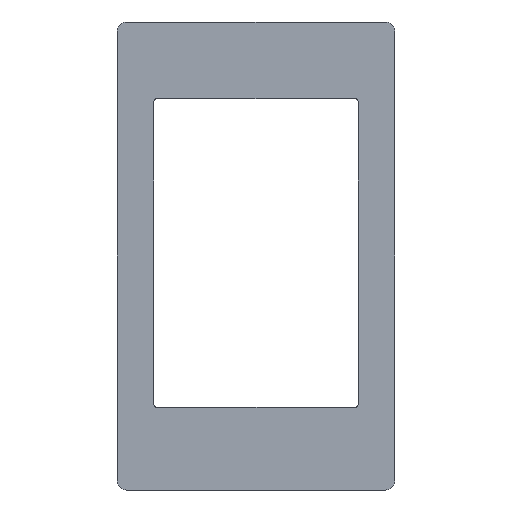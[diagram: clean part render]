
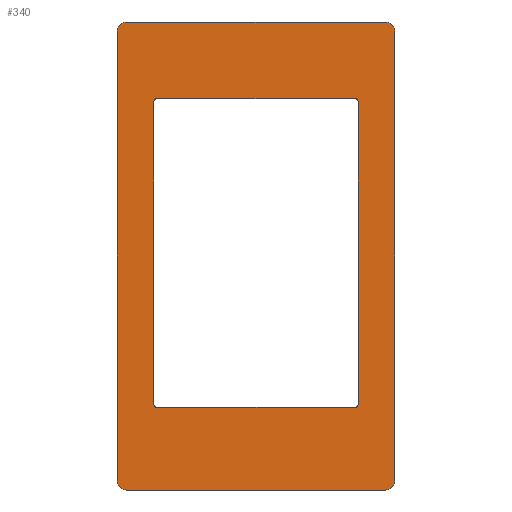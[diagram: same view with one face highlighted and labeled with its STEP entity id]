
A CAD part, front view. The second image highlights one B-rep face of the part: STEP entity #340.
In plain terms, the highlighted planar face has unit normal (0, -1, 0).
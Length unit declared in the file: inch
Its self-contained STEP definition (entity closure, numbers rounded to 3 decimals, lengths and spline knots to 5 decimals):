
#3 = ORIENTED_EDGE ( 'NONE', *, *, #1142, .T. ) ;
#13 = ORIENTED_EDGE ( 'NONE', *, *, #1195, .F. ) ;
#40 = CIRCLE ( 'NONE', #1545, 0.03 ) ;
#58 = CARTESIAN_POINT ( 'NONE',  ( 0.09, 0., -0.09 ) ) ;
#65 = EDGE_CURVE ( 'NONE', #1697, #1391, #1485, .T. ) ;
#70 = CIRCLE ( 'NONE', #337, 0.09 ) ;
#85 = CIRCLE ( 'NONE', #1112, 0.03 ) ;
#86 = LINE ( 'NONE', #1105, #1352 ) ;
#95 = AXIS2_PLACEMENT_3D ( 'NONE', #1164, #593, #182 ) ;
#96 = CARTESIAN_POINT ( 'NONE',  ( 2.27457, 0., -3.6078 ) ) ;
#97 = DIRECTION ( 'NONE',  ( -1., 0., 0. ) ) ;
#113 = VERTEX_POINT ( 'NONE', #1192 ) ;
#129 = ORIENTED_EDGE ( 'NONE', *, *, #1803, .F. ) ;
#131 = AXIS2_PLACEMENT_3D ( 'NONE', #1005, #1436, #173 ) ;
#164 = FACE_BOUND ( 'NONE', #562, .T. ) ;
#173 = DIRECTION ( 'NONE',  ( 0., 0., -1. ) ) ;
#178 = EDGE_CURVE ( 'NONE', #1339, #747, #1378, .T. ) ;
#182 = DIRECTION ( 'NONE',  ( 0., 0., 1. ) ) ;
#203 = CARTESIAN_POINT ( 'NONE',  ( 0.09, 0., -4.4175 ) ) ;
#214 = EDGE_CURVE ( 'NONE', #1717, #1697, #70, .T. ) ;
#215 = DIRECTION ( 'NONE',  ( 0., 0., -1. ) ) ;
#219 = LINE ( 'NONE', #1340, #519 ) ;
#226 = VERTEX_POINT ( 'NONE', #96 ) ;
#279 = VERTEX_POINT ( 'NONE', #1540 ) ;
#294 = CARTESIAN_POINT ( 'NONE',  ( 2.53, 0., -0.09 ) ) ;
#337 = AXIS2_PLACEMENT_3D ( 'NONE', #1797, #1530, #523 ) ;
#340 = ADVANCED_FACE ( 'NONE', ( #164, #557 ), #1157, .F. ) ;
#385 = VERTEX_POINT ( 'NONE', #1445 ) ;
#416 = VERTEX_POINT ( 'NONE', #984 ) ;
#428 = EDGE_CURVE ( 'NONE', #448, #1309, #1460, .T. ) ;
#448 = VERTEX_POINT ( 'NONE', #203 ) ;
#451 = AXIS2_PLACEMENT_3D ( 'NONE', #294, #732, #1117 ) ;
#453 = DIRECTION ( 'NONE',  ( 1., 0., 0. ) ) ;
#474 = CARTESIAN_POINT ( 'NONE',  ( 2.62, 0., -0.09 ) ) ;
#482 = CARTESIAN_POINT ( 'NONE',  ( 2.62, 0., -0.09 ) ) ;
#519 = VECTOR ( 'NONE', #1316, 39.37008 ) ;
#522 = CIRCLE ( 'NONE', #1744, 0.09 ) ;
#523 = DIRECTION ( 'NONE',  ( 0., 0., 1. ) ) ;
#526 = EDGE_CURVE ( 'NONE', #1129, #1496, #597, .T. ) ;
#528 = CARTESIAN_POINT ( 'NONE',  ( 2.24457, 0., -3.6078 ) ) ;
#557 = FACE_OUTER_BOUND ( 'NONE', #1714, .T. ) ;
#561 = EDGE_CURVE ( 'NONE', #385, #226, #219, .T. ) ;
#562 = EDGE_LOOP ( 'NONE', ( #1172, #1121, #1681, #3, #715, #1102, #589, #974 ) ) ;
#589 = ORIENTED_EDGE ( 'NONE', *, *, #1428, .T. ) ;
#593 = DIRECTION ( 'NONE',  ( 0., 1., 0. ) ) ;
#597 = LINE ( 'NONE', #1602, #1771 ) ;
#635 = CARTESIAN_POINT ( 'NONE',  ( 0.37543, 0., -0.72441 ) ) ;
#638 = DIRECTION ( 'NONE',  ( 0., 1., 0. ) ) ;
#647 = DIRECTION ( 'NONE',  ( 0., 1., 0. ) ) ;
#668 = CARTESIAN_POINT ( 'NONE',  ( 0.37543, 0., -0.72441 ) ) ;
#670 = EDGE_CURVE ( 'NONE', #226, #1373, #85, .T. ) ;
#688 = LINE ( 'NONE', #1109, #1052 ) ;
#690 = EDGE_CURVE ( 'NONE', #113, #448, #86, .T. ) ;
#715 = ORIENTED_EDGE ( 'NONE', *, *, #561, .T. ) ;
#732 = DIRECTION ( 'NONE',  ( 0., 1., 0. ) ) ;
#741 = DIRECTION ( 'NONE',  ( 0., 0., 1. ) ) ;
#747 = VERTEX_POINT ( 'NONE', #1134 ) ;
#760 = EDGE_CURVE ( 'NONE', #1250, #1717, #1692, .T. ) ;
#765 = CIRCLE ( 'NONE', #1066, 0.03 ) ;
#771 = EDGE_CURVE ( 'NONE', #1496, #1339, #40, .T. ) ;
#781 = CARTESIAN_POINT ( 'NONE',  ( 0.34543, 0., -3.6078 ) ) ;
#786 = CARTESIAN_POINT ( 'NONE',  ( 2.24457, 0., -3.6378 ) ) ;
#793 = LINE ( 'NONE', #1819, #1453 ) ;
#811 = DIRECTION ( 'NONE',  ( 0., 0., 1. ) ) ;
#823 = ORIENTED_EDGE ( 'NONE', *, *, #690, .F. ) ;
#831 = CARTESIAN_POINT ( 'NONE',  ( 0.09, 0., 0. ) ) ;
#871 = DIRECTION ( 'NONE',  ( 0., 1., 0. ) ) ;
#874 = ORIENTED_EDGE ( 'NONE', *, *, #1377, .F. ) ;
#899 = CARTESIAN_POINT ( 'NONE',  ( 2.62, 0., -4.3275 ) ) ;
#925 = EDGE_CURVE ( 'NONE', #279, #1129, #1657, .T. ) ;
#974 = ORIENTED_EDGE ( 'NONE', *, *, #925, .T. ) ;
#984 = CARTESIAN_POINT ( 'NONE',  ( 0., 0., -0.09 ) ) ;
#1001 = CARTESIAN_POINT ( 'NONE',  ( 0.37543, 0., -0.75441 ) ) ;
#1005 = CARTESIAN_POINT ( 'NONE',  ( 0.09, 0., -4.3275 ) ) ;
#1010 = CARTESIAN_POINT ( 'NONE',  ( 2.53, 0., -4.3275 ) ) ;
#1034 = DIRECTION ( 'NONE',  ( 0., 1., 0. ) ) ;
#1052 = VECTOR ( 'NONE', #97, 39.37008 ) ;
#1066 = AXIS2_PLACEMENT_3D ( 'NONE', #1357, #638, #1651 ) ;
#1075 = DIRECTION ( 'NONE',  ( 1., 0., 0. ) ) ;
#1102 = ORIENTED_EDGE ( 'NONE', *, *, #670, .T. ) ;
#1105 = CARTESIAN_POINT ( 'NONE',  ( 0.09, 0., -4.4175 ) ) ;
#1109 = CARTESIAN_POINT ( 'NONE',  ( 0.37543, 0., -3.6378 ) ) ;
#1110 = ORIENTED_EDGE ( 'NONE', *, *, #65, .F. ) ;
#1112 = AXIS2_PLACEMENT_3D ( 'NONE', #528, #647, #1375 ) ;
#1117 = DIRECTION ( 'NONE',  ( 0., 0., 1. ) ) ;
#1121 = ORIENTED_EDGE ( 'NONE', *, *, #771, .T. ) ;
#1129 = VERTEX_POINT ( 'NONE', #781 ) ;
#1134 = CARTESIAN_POINT ( 'NONE',  ( 2.24457, 0., -0.72441 ) ) ;
#1142 = EDGE_CURVE ( 'NONE', #747, #385, #765, .T. ) ;
#1157 = PLANE ( 'NONE',  #451 ) ;
#1162 = CARTESIAN_POINT ( 'NONE',  ( 0.09, 0., 0. ) ) ;
#1164 = CARTESIAN_POINT ( 'NONE',  ( 0.37543, 0., -3.6078 ) ) ;
#1166 = ORIENTED_EDGE ( 'NONE', *, *, #214, .F. ) ;
#1172 = ORIENTED_EDGE ( 'NONE', *, *, #526, .T. ) ;
#1192 = CARTESIAN_POINT ( 'NONE',  ( 2.53, 0., -4.4175 ) ) ;
#1195 = EDGE_CURVE ( 'NONE', #1391, #113, #522, .T. ) ;
#1250 = VERTEX_POINT ( 'NONE', #1162 ) ;
#1291 = DIRECTION ( 'NONE',  ( 0., 0., -1. ) ) ;
#1295 = CIRCLE ( 'NONE', #1798, 0.09 ) ;
#1309 = VERTEX_POINT ( 'NONE', #1351 ) ;
#1316 = DIRECTION ( 'NONE',  ( 0., 0., -1. ) ) ;
#1339 = VERTEX_POINT ( 'NONE', #635 ) ;
#1340 = CARTESIAN_POINT ( 'NONE',  ( 2.27457, 0., -3.6078 ) ) ;
#1341 = CARTESIAN_POINT ( 'NONE',  ( 2.53, 0., 0. ) ) ;
#1351 = CARTESIAN_POINT ( 'NONE',  ( 0., 0., -4.3275 ) ) ;
#1352 = VECTOR ( 'NONE', #1641, 39.37008 ) ;
#1357 = CARTESIAN_POINT ( 'NONE',  ( 2.24457, 0., -0.75441 ) ) ;
#1373 = VERTEX_POINT ( 'NONE', #786 ) ;
#1375 = DIRECTION ( 'NONE',  ( 0., 0., -1. ) ) ;
#1377 = EDGE_CURVE ( 'NONE', #416, #1250, #1295, .T. ) ;
#1378 = LINE ( 'NONE', #668, #1424 ) ;
#1391 = VERTEX_POINT ( 'NONE', #899 ) ;
#1424 = VECTOR ( 'NONE', #1075, 39.37008 ) ;
#1428 = EDGE_CURVE ( 'NONE', #1373, #279, #688, .T. ) ;
#1436 = DIRECTION ( 'NONE',  ( 0., 1., 0. ) ) ;
#1445 = CARTESIAN_POINT ( 'NONE',  ( 2.27457, 0., -0.75441 ) ) ;
#1448 = ORIENTED_EDGE ( 'NONE', *, *, #760, .F. ) ;
#1453 = VECTOR ( 'NONE', #811, 39.37008 ) ;
#1460 = CIRCLE ( 'NONE', #131, 0.09 ) ;
#1485 = LINE ( 'NONE', #482, #1758 ) ;
#1496 = VERTEX_POINT ( 'NONE', #1668 ) ;
#1530 = DIRECTION ( 'NONE',  ( 0., 1., 0. ) ) ;
#1540 = CARTESIAN_POINT ( 'NONE',  ( 0.37543, 0., -3.6378 ) ) ;
#1545 = AXIS2_PLACEMENT_3D ( 'NONE', #1001, #1573, #1701 ) ;
#1573 = DIRECTION ( 'NONE',  ( 0., 1., 0. ) ) ;
#1579 = ORIENTED_EDGE ( 'NONE', *, *, #428, .F. ) ;
#1602 = CARTESIAN_POINT ( 'NONE',  ( 0.34543, 0., -3.6078 ) ) ;
#1641 = DIRECTION ( 'NONE',  ( -1., 0., 0. ) ) ;
#1651 = DIRECTION ( 'NONE',  ( 0., 0., 1. ) ) ;
#1657 = CIRCLE ( 'NONE', #95, 0.03 ) ;
#1668 = CARTESIAN_POINT ( 'NONE',  ( 0.34543, 0., -0.75441 ) ) ;
#1681 = ORIENTED_EDGE ( 'NONE', *, *, #178, .T. ) ;
#1692 = LINE ( 'NONE', #831, #1811 ) ;
#1697 = VERTEX_POINT ( 'NONE', #474 ) ;
#1701 = DIRECTION ( 'NONE',  ( 0., 0., 1. ) ) ;
#1714 = EDGE_LOOP ( 'NONE', ( #1166, #1448, #874, #129, #1579, #823, #13, #1110 ) ) ;
#1717 = VERTEX_POINT ( 'NONE', #1341 ) ;
#1744 = AXIS2_PLACEMENT_3D ( 'NONE', #1010, #871, #1291 ) ;
#1750 = DIRECTION ( 'NONE',  ( 0., 0., -1. ) ) ;
#1758 = VECTOR ( 'NONE', #215, 39.37008 ) ;
#1771 = VECTOR ( 'NONE', #741, 39.37008 ) ;
#1797 = CARTESIAN_POINT ( 'NONE',  ( 2.53, 0., -0.09 ) ) ;
#1798 = AXIS2_PLACEMENT_3D ( 'NONE', #58, #1034, #1750 ) ;
#1803 = EDGE_CURVE ( 'NONE', #1309, #416, #793, .T. ) ;
#1811 = VECTOR ( 'NONE', #453, 39.37008 ) ;
#1819 = CARTESIAN_POINT ( 'NONE',  ( 0., 0., -0.09 ) ) ;
